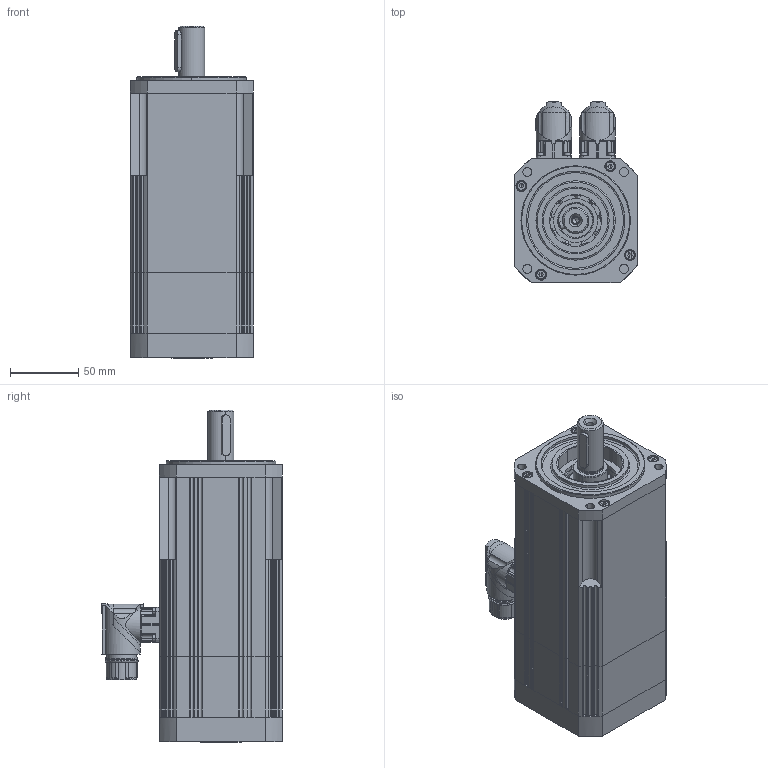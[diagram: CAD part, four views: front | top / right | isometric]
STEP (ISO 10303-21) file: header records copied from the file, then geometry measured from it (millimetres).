
FILE_DESCRIPTION((''),'2;1');
FILE_NAME('FP-409 + Encoder Stegmann SRS-SRM 50 + Fre Keb 05-4.5.stp','2011-11-16T08:14:13',('jlopez'),(''),'Autodesk Inventor 9','Autodesk Inventor 9','');
FILE_SCHEMA(('AUTOMOTIVE_DESIGN { 1 0 10303 214 1 1 1 1 }'));
Length unit declared in the file: millimetre
Products named in the file (1): Pieza1
Bounding box: 90.5 x 132.15 x 242.7 mm (x, y, z)
Volume: 80078.6 mm3; surface area: 183534.5 mm2
Topology: 21 solids, 22 shells, 1526 faces, 3989 edges, 2430 vertices
Faces by surface type: cylinder 678, plane 488, bspline 156, cone 92, sphere 64, torus 48
Entity records: 48302 total; most frequent: CARTESIAN_POINT 11315, DIRECTION 8149, ORIENTED_EDGE 7622, EDGE_CURVE 3811, AXIS2_PLACEMENT_3D 3252, VERTEX_POINT 2412, CIRCLE 1761, EDGE_LOOP 1727
